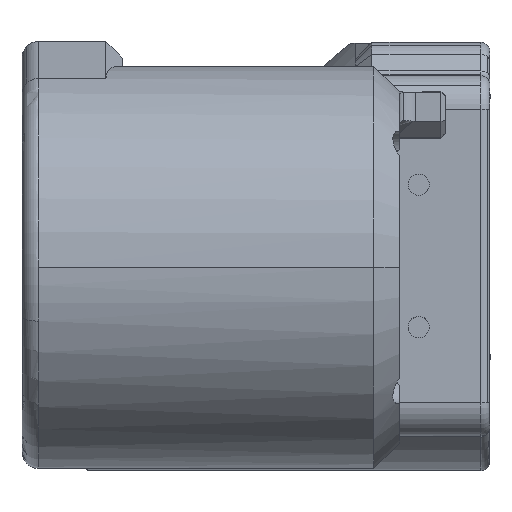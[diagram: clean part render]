
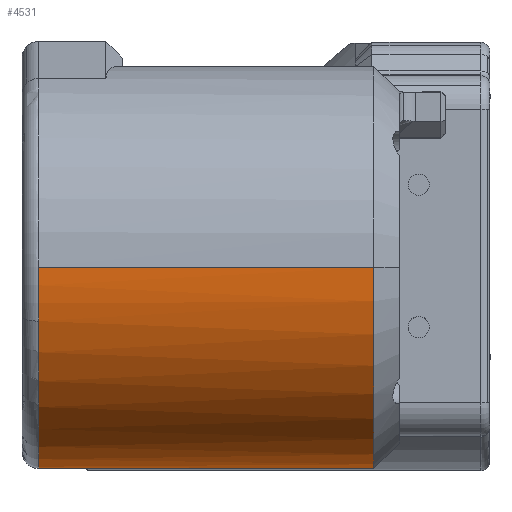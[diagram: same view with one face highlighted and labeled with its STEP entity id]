
A CAD part, top view. The second image highlights one B-rep face of the part: STEP entity #4531.
In plain terms, the highlighted cylindrical face has radius 24 mm (diameter 48 mm), a partial arc.
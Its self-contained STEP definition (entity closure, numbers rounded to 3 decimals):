
#6 = VERTEX_POINT ( 'NONE', #7432 ) ;
#232 = ORIENTED_EDGE ( 'NONE', *, *, #7547, .F. ) ;
#565 = EDGE_LOOP ( 'NONE', ( #2810, #232, #11020, #5557, #12463, #4257, #1233, #13282 ) ) ;
#635 = CARTESIAN_POINT ( 'NONE',  ( 17.15, 35., 302. ) ) ;
#708 = LINE ( 'NONE', #635, #5571 ) ;
#781 = CARTESIAN_POINT ( 'NONE',  ( -10.35, 35., 278. ) ) ;
#957 = DIRECTION ( 'NONE',  ( -1., 0., 0. ) ) ;
#1165 = EDGE_CURVE ( 'NONE', #9548, #4372, #12988, .T. ) ;
#1233 = ORIENTED_EDGE ( 'NONE', *, *, #3384, .F. ) ;
#1342 = FACE_OUTER_BOUND ( 'NONE', #565, .T. ) ;
#1773 =( BOUNDED_CURVE ( )  B_SPLINE_CURVE ( 3, ( #3640, #7804, #7737, #5550 ),
 .UNSPECIFIED., .F., .T. ) 
 B_SPLINE_CURVE_WITH_KNOTS ( ( 4, 4 ),
 ( 2.73, 3.142 ),
 .UNSPECIFIED. ) 
 CURVE ( )  GEOMETRIC_REPRESENTATION_ITEM ( )  RATIONAL_B_SPLINE_CURVE ( ( 1., 0.986, 0.986, 1. ) ) 
 REPRESENTATION_ITEM ( '' )  );
#1806 = DIRECTION ( 'NONE',  ( 1., 0., 0. ) ) ;
#2008 = DIRECTION ( 'NONE',  ( 0., 1., 0. ) ) ;
#2164 = CARTESIAN_POINT ( 'NONE',  ( -20.35, 28.566, 301.122 ) ) ;
#2269 = CARTESIAN_POINT ( 'NONE',  ( 19.65, 18.581, 260.495 ) ) ;
#2467 = EDGE_CURVE ( 'NONE', #9548, #10995, #3801, .T. ) ;
#2516 = CARTESIAN_POINT ( 'NONE',  ( -20.35, 11.446, 273.396 ) ) ;
#2714 = CARTESIAN_POINT ( 'NONE',  ( 17.15, 11.446, 273.396 ) ) ;
#2810 = ORIENTED_EDGE ( 'NONE', *, *, #12127, .F. ) ;
#2925 = CARTESIAN_POINT ( 'NONE',  ( 19.65, 35., 302. ) ) ;
#3125 = CARTESIAN_POINT ( 'NONE',  ( -20.35, 35., 278. ) ) ;
#3384 = EDGE_CURVE ( 'NONE', #13017, #6446, #10590, .T. ) ;
#3455 = AXIS2_PLACEMENT_3D ( 'NONE', #9561, #9948, #9630 ) ;
#3540 = CIRCLE ( 'NONE', #11144, 24. ) ;
#3616 = VERTEX_POINT ( 'NONE', #2925 ) ;
#3640 = CARTESIAN_POINT ( 'NONE',  ( -10.35, 15.249, 264.366 ) ) ;
#3801 = LINE ( 'NONE', #2714, #12582 ) ;
#4047 = VERTEX_POINT ( 'NONE', #10642 ) ;
#4057 = CARTESIAN_POINT ( 'NONE',  ( -10.35, 18.581, 260.495 ) ) ;
#4188 = CIRCLE ( 'NONE', #7455, 24. ) ;
#4257 = ORIENTED_EDGE ( 'NONE', *, *, #8880, .T. ) ;
#4372 = VERTEX_POINT ( 'NONE', #2164 ) ;
#4531 = ADVANCED_FACE ( 'NONE', ( #1342 ), #5487, .T. ) ;
#4694 = DIRECTION ( 'NONE',  ( 1., 0., 0. ) ) ;
#5329 = CARTESIAN_POINT ( 'NONE',  ( -20.35, 35., 278. ) ) ;
#5487 = CYLINDRICAL_SURFACE ( 'NONE', #3455, 24. ) ;
#5496 = CIRCLE ( 'NONE', #12222, 24. ) ;
#5550 = CARTESIAN_POINT ( 'NONE',  ( -12.35, 11.446, 273.396 ) ) ;
#5557 = ORIENTED_EDGE ( 'NONE', *, *, #2467, .T. ) ;
#5571 = VECTOR ( 'NONE', #7934, 1000. ) ;
#5590 = CARTESIAN_POINT ( 'NONE',  ( 17.15, 18.581, 260.495 ) ) ;
#6213 = DIRECTION ( 'NONE',  ( 0., -0.268, 0.963 ) ) ;
#6446 = VERTEX_POINT ( 'NONE', #4057 ) ;
#6519 = EDGE_CURVE ( 'NONE', #6, #10995, #1773, .T. ) ;
#6613 = DIRECTION ( 'NONE',  ( 0., 1., 0. ) ) ;
#7181 = DIRECTION ( 'NONE',  ( -1., 0., 0. ) ) ;
#7336 = EDGE_CURVE ( 'NONE', #3616, #13017, #5496, .T. ) ;
#7432 = CARTESIAN_POINT ( 'NONE',  ( -10.35, 15.249, 264.366 ) ) ;
#7455 = AXIS2_PLACEMENT_3D ( 'NONE', #5329, #7181, #6213 ) ;
#7547 = EDGE_CURVE ( 'NONE', #4372, #4047, #4188, .T. ) ;
#7626 = CARTESIAN_POINT ( 'NONE',  ( -12.35, 11.446, 273.396 ) ) ;
#7737 = CARTESIAN_POINT ( 'NONE',  ( -12.35, 12.081, 270.145 ) ) ;
#7804 = CARTESIAN_POINT ( 'NONE',  ( -11.674, 13.367, 267.092 ) ) ;
#7808 = AXIS2_PLACEMENT_3D ( 'NONE', #3125, #957, #8363 ) ;
#7934 = DIRECTION ( 'NONE',  ( 1., 0., 0. ) ) ;
#8363 = DIRECTION ( 'NONE',  ( 0., -0.268, 0.963 ) ) ;
#8880 = EDGE_CURVE ( 'NONE', #6, #6446, #3540, .T. ) ;
#9548 = VERTEX_POINT ( 'NONE', #2516 ) ;
#9561 = CARTESIAN_POINT ( 'NONE',  ( 17.15, 35., 278. ) ) ;
#9630 = DIRECTION ( 'NONE',  ( 0., 0., 1. ) ) ;
#9948 = DIRECTION ( 'NONE',  ( 1., 0., 0. ) ) ;
#10590 = LINE ( 'NONE', #5590, #12172 ) ;
#10642 = CARTESIAN_POINT ( 'NONE',  ( -20.35, 35., 302. ) ) ;
#10736 = DIRECTION ( 'NONE',  ( -1., 0., 0. ) ) ;
#10995 = VERTEX_POINT ( 'NONE', #7626 ) ;
#11020 = ORIENTED_EDGE ( 'NONE', *, *, #1165, .F. ) ;
#11144 = AXIS2_PLACEMENT_3D ( 'NONE', #781, #1806, #2008 ) ;
#11828 = CARTESIAN_POINT ( 'NONE',  ( 19.65, 35., 278. ) ) ;
#12088 = DIRECTION ( 'NONE',  ( 1., 0., 0. ) ) ;
#12127 = EDGE_CURVE ( 'NONE', #4047, #3616, #708, .T. ) ;
#12172 = VECTOR ( 'NONE', #10736, 1000. ) ;
#12222 = AXIS2_PLACEMENT_3D ( 'NONE', #11828, #4694, #6613 ) ;
#12463 = ORIENTED_EDGE ( 'NONE', *, *, #6519, .F. ) ;
#12582 = VECTOR ( 'NONE', #12088, 1000. ) ;
#12988 = CIRCLE ( 'NONE', #7808, 24. ) ;
#13017 = VERTEX_POINT ( 'NONE', #2269 ) ;
#13282 = ORIENTED_EDGE ( 'NONE', *, *, #7336, .F. ) ;
